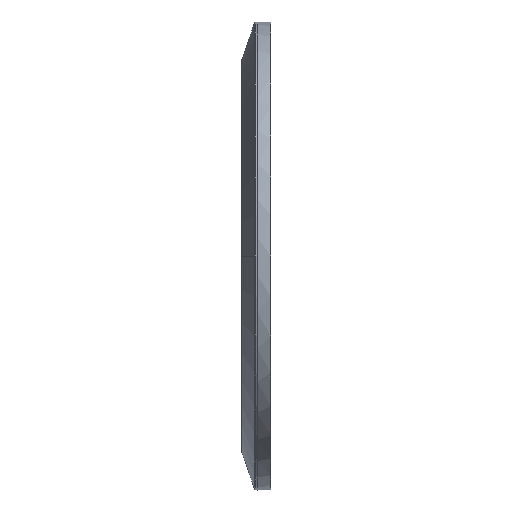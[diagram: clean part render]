
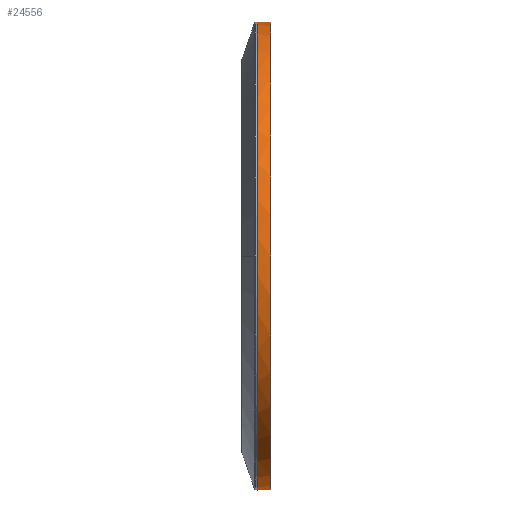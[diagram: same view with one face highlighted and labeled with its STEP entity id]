
A CAD part, left-side view. The second image highlights one B-rep face of the part: STEP entity #24556.
In plain terms, the highlighted cylindrical face has radius 82.55 mm (diameter 165.1 mm), a partial arc.
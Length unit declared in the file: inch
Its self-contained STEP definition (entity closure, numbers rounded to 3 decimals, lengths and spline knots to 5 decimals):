
#2743 = EDGE_CURVE ( 'NONE', #21468, #18182, #5972, .T. ) ;
#2801 = CARTESIAN_POINT ( 'NONE',  ( 1.60695, 3.44559, 8.57467 ) ) ;
#2808 = EDGE_CURVE ( 'NONE', #18182, #16048, #17860, .T. ) ;
#3391 = CYLINDRICAL_SURFACE ( 'NONE', #10518, 3.25 ) ;
#4140 = CARTESIAN_POINT ( 'NONE',  ( -1.13166, 3.50809, 7.07467 ) ) ;
#5081 = DIRECTION ( 'NONE',  ( 0., -1., 0. ) ) ;
#5277 = CIRCLE ( 'NONE', #13280, 3.25 ) ;
#5312 = VECTOR ( 'NONE', #26478, 39.37008 ) ;
#5579 = DIRECTION ( 'NONE',  ( 0., 0., -1. ) ) ;
#5972 = CIRCLE ( 'NONE', #15535, 3.25 ) ;
#6074 = VERTEX_POINT ( 'NONE', #11259 ) ;
#6668 = CARTESIAN_POINT ( 'NONE',  ( 1.60695, 3.50809, 2.07467 ) ) ;
#7136 = ORIENTED_EDGE ( 'NONE', *, *, #2808, .F. ) ;
#8502 = DIRECTION ( 'NONE',  ( 0., 0., 1. ) ) ;
#9154 = CARTESIAN_POINT ( 'NONE',  ( 1.60695, 3.50809, 5.32467 ) ) ;
#10518 = AXIS2_PLACEMENT_3D ( 'NONE', #14193, #18554, #5579 ) ;
#10566 = DIRECTION ( 'NONE',  ( 0., 0., 1. ) ) ;
#10603 = EDGE_CURVE ( 'NONE', #6074, #16048, #5277, .T. ) ;
#11006 = EDGE_CURVE ( 'NONE', #13138, #21468, #13673, .T. ) ;
#11015 = DIRECTION ( 'NONE',  ( 0., 0., 1. ) ) ;
#11259 = CARTESIAN_POINT ( 'NONE',  ( 1.60695, 3.32059, 2.07467 ) ) ;
#11297 = CARTESIAN_POINT ( 'NONE',  ( 1.60695, 3.44559, 2.07467 ) ) ;
#11830 = FACE_OUTER_BOUND ( 'NONE', #15727, .T. ) ;
#13138 = VERTEX_POINT ( 'NONE', #15703 ) ;
#13175 = CIRCLE ( 'NONE', #17207, 3.25 ) ;
#13280 = AXIS2_PLACEMENT_3D ( 'NONE', #19004, #23357, #27837 ) ;
#13673 = CIRCLE ( 'NONE', #23452, 3.25 ) ;
#14193 = CARTESIAN_POINT ( 'NONE',  ( 1.60695, 3.44559, 5.32467 ) ) ;
#15192 = ORIENTED_EDGE ( 'NONE', *, *, #2743, .F. ) ;
#15357 = ORIENTED_EDGE ( 'NONE', *, *, #11006, .F. ) ;
#15535 = AXIS2_PLACEMENT_3D ( 'NONE', #9154, #26523, #10566 ) ;
#15703 = CARTESIAN_POINT ( 'NONE',  ( -1.13166, 3.50809, 3.57467 ) ) ;
#15727 = EDGE_LOOP ( 'NONE', ( #7136, #15192, #15357, #23498, #23580, #27621 ) ) ;
#16048 = VERTEX_POINT ( 'NONE', #21272 ) ;
#17118 = DIRECTION ( 'NONE',  ( 0., 1., 0. ) ) ;
#17187 = LINE ( 'NONE', #11297, #5312 ) ;
#17207 = AXIS2_PLACEMENT_3D ( 'NONE', #19184, #21723, #11015 ) ;
#17860 = LINE ( 'NONE', #2801, #23622 ) ;
#18150 = EDGE_CURVE ( 'NONE', #18259, #6074, #17187, .T. ) ;
#18182 = VERTEX_POINT ( 'NONE', #19728 ) ;
#18259 = VERTEX_POINT ( 'NONE', #6668 ) ;
#18554 = DIRECTION ( 'NONE',  ( 0., -1., 0. ) ) ;
#19004 = CARTESIAN_POINT ( 'NONE',  ( 1.60695, 3.32059, 5.32467 ) ) ;
#19184 = CARTESIAN_POINT ( 'NONE',  ( 1.60695, 3.50809, 5.32467 ) ) ;
#19728 = CARTESIAN_POINT ( 'NONE',  ( 1.60695, 3.50809, 8.57467 ) ) ;
#20059 = EDGE_CURVE ( 'NONE', #18259, #13138, #13175, .T. ) ;
#21272 = CARTESIAN_POINT ( 'NONE',  ( 1.60695, 3.32059, 8.57467 ) ) ;
#21468 = VERTEX_POINT ( 'NONE', #4140 ) ;
#21723 = DIRECTION ( 'NONE',  ( 0., 1., 0. ) ) ;
#23357 = DIRECTION ( 'NONE',  ( 0., 1., 0. ) ) ;
#23452 = AXIS2_PLACEMENT_3D ( 'NONE', #25769, #17118, #8502 ) ;
#23498 = ORIENTED_EDGE ( 'NONE', *, *, #20059, .F. ) ;
#23580 = ORIENTED_EDGE ( 'NONE', *, *, #18150, .T. ) ;
#23622 = VECTOR ( 'NONE', #5081, 39.37008 ) ;
#24556 = ADVANCED_FACE ( 'NONE', ( #11830 ), #3391, .T. ) ;
#25769 = CARTESIAN_POINT ( 'NONE',  ( 1.60695, 3.50809, 5.32467 ) ) ;
#26478 = DIRECTION ( 'NONE',  ( 0., -1., 0. ) ) ;
#26523 = DIRECTION ( 'NONE',  ( 0., 1., 0. ) ) ;
#27621 = ORIENTED_EDGE ( 'NONE', *, *, #10603, .T. ) ;
#27837 = DIRECTION ( 'NONE',  ( 0., 0., 1. ) ) ;
